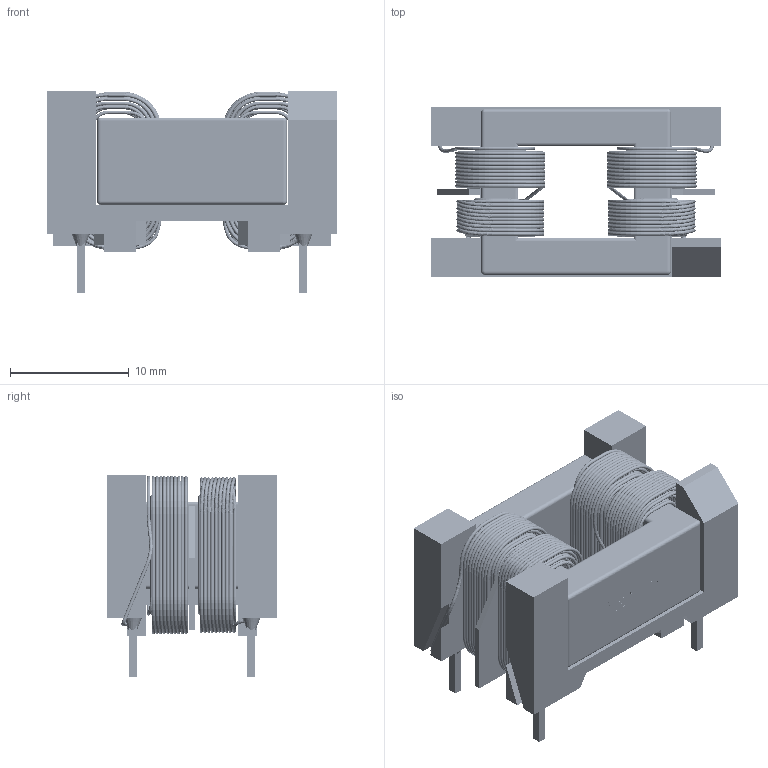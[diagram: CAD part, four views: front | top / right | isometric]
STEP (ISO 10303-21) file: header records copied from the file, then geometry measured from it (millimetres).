
FILE_DESCRIPTION(/* description */ ('Unknown'),/* implementation_level */ '2;1');
FILE_NAME(/* name */ 'WE-LPFC_744869161xxx',/* time_stamp */ '2020-04-01T11:33:47+02:00',/* author */ ('Unknown'),/* organization */ ('Unknown'),/* preprocessor_version */ 'ST-DEVELOPER v16.7',/* originating_system */ 'DEX',/* authorisation */ $);
FILE_SCHEMA (('AUTOMOTIVE_DESIGN {1 0 10303 214 3 1 1}'));
Products named in the file (10): WE-LPFC_744869161xxx; Housing; Core; Pins; Winding; Winding_2; Winding_1; Winding_mir; Winding_2_mir; Winding_1_mir
Assembly tree (9 placements, depth 3):
  WE-LPFC_744869161xxx
    Housing
    Core
    Pins
    Winding
      Winding_2
      Winding_1
    Winding_mir
      Winding_2_mir
      Winding_1_mir
Bounding box: 24.4 x 14.3 x 17.05 mm (x, y, z)
Volume: 2469.9 mm3; surface area: 8091.7 mm2
Topology: 10 solids, 10 shells, 1794 faces, 4129 edges, 2336 vertices
Faces by surface type: cylinder 784, torus 542, bspline 250, plane 206, sphere 8, cone 4
Full cylindrical faces by diameter (mm): 0.3 x768
Entity records: 62141 total; most frequent: CARTESIAN_POINT 29148, DIRECTION 6594, ORIENTED_EDGE 4588, EDGE_LOOP 3556, FACE_BOUND 3556, AXIS2_PLACEMENT_3D 3078, EDGE_CURVE 2294, VERTEX_POINT 2078
